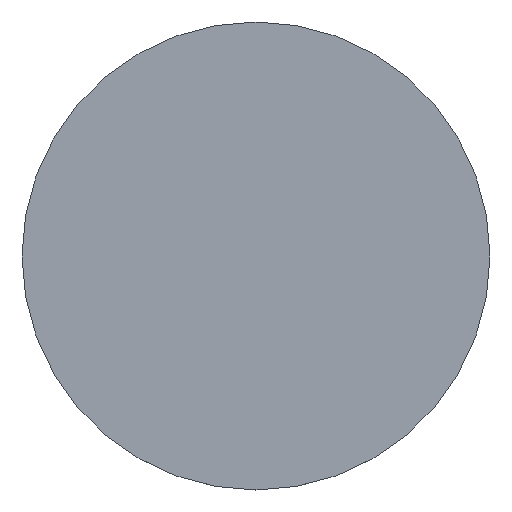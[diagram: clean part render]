
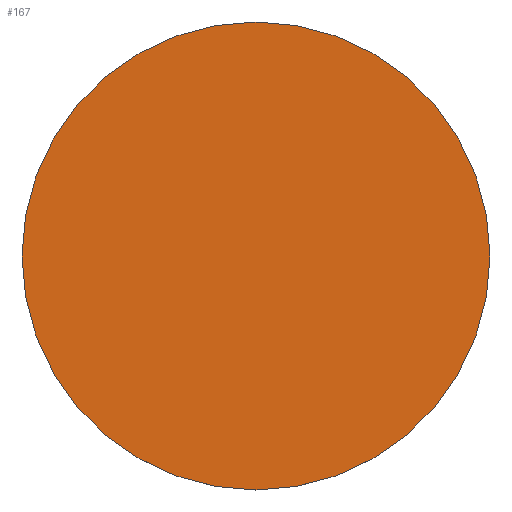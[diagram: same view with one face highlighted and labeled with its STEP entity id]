
A CAD part, top view. The second image highlights one B-rep face of the part: STEP entity #167.
In plain terms, the highlighted planar face has unit normal (0, 0, 1).
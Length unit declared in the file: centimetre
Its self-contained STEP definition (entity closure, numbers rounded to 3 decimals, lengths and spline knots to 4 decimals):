
#29=PLANE('',#184);
#33=FACE_OUTER_BOUND('',#44,.T.);
#44=EDGE_LOOP('',(#123));
#67=CIRCLE('',#182,78.5);
#83=VERTEX_POINT('',#278);
#97=EDGE_CURVE('',#83,#83,#67,.T.);
#123=ORIENTED_EDGE('',*,*,#97,.T.);
#167=ADVANCED_FACE('',(#33),#29,.T.);
#182=AXIS2_PLACEMENT_3D('',#279,#215,#216);
#184=AXIS2_PLACEMENT_3D('',#283,#220,#221);
#215=DIRECTION('center_axis',(0.,0.,1.));
#216=DIRECTION('ref_axis',(1.,0.,0.));
#220=DIRECTION('center_axis',(0.,0.,1.));
#221=DIRECTION('ref_axis',(1.,0.,0.));
#278=CARTESIAN_POINT('',(427.7975,0.,41.9765));
#279=CARTESIAN_POINT('Origin',(349.2975,0.,41.9765));
#283=CARTESIAN_POINT('Origin',(349.2975,0.,41.9765));
